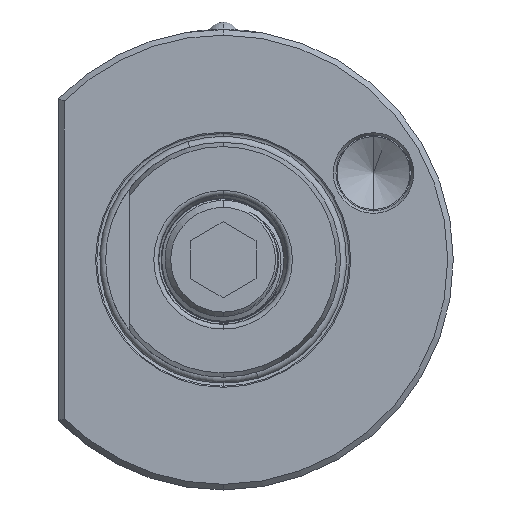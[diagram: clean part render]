
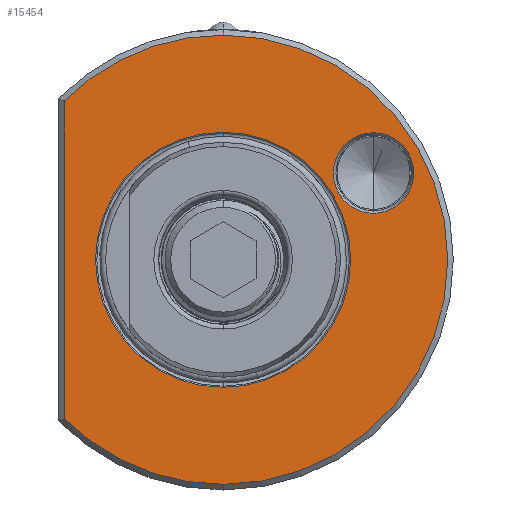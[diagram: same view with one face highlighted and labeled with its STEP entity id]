
A CAD part, left-side view. The second image highlights one B-rep face of the part: STEP entity #15454.
In plain terms, the highlighted planar face has unit normal (-1, 0, 0).
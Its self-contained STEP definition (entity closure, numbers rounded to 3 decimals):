
#350 = EDGE_CURVE ( 'NONE', #59956, #32312, #60490, .T. ) ;
#541 = EDGE_CURVE ( 'NONE', #32770, #32728, #59118, .T. ) ;
#542 = EDGE_CURVE ( 'NONE', #32728, #32784, #59159, .T. ) ;
#627 = EDGE_CURVE ( 'NONE', #32784, #32819, #59218, .T. ) ;
#692 = EDGE_CURVE ( 'NONE', #32770, #32819, #59316, .T. ) ;
#696 = EDGE_CURVE ( 'NONE', #32264, #32230, #59330, .T. ) ;
#698 = EDGE_CURVE ( 'NONE', #32312, #59956, #59343, .T. ) ;
#9479 = CARTESIAN_POINT ( 'NONE',  ( 1.5, -32.01, 27.037 ) ) ;
#9576 = CARTESIAN_POINT ( 'NONE',  ( 1.5, 0., -27.15 ) ) ;
#9589 = CARTESIAN_POINT ( 'NONE',  ( 1.5, -32.01, 9.883 ) ) ;
#10566 = CARTESIAN_POINT ( 'NONE',  ( 1.5, 33.8, 33.799 ) ) ;
#10626 = CARTESIAN_POINT ( 'NONE',  ( 1.5, 0., -47.8 ) ) ;
#10643 = CARTESIAN_POINT ( 'NONE',  ( 1.5, 33.8, -33.799 ) ) ;
#10923 = CARTESIAN_POINT ( 'NONE',  ( 1.5, 0., 27.15 ) ) ;
#12039 = AXIS2_PLACEMENT_3D ( 'NONE', #37427, #37414, #37409 ) ;
#12381 = EDGE_CURVE ( 'NONE', #32230, #32264, #54535, .T. ) ;
#12639 = CARTESIAN_POINT ( 'NONE',  ( 1.5, 0., 47.8 ) ) ;
#14766 = DIRECTION ( 'NONE',  ( 1., 0., 0. ) ) ;
#14779 = DIRECTION ( 'NONE',  ( 0., 0., -1. ) ) ;
#14824 = CARTESIAN_POINT ( 'NONE',  ( 1.5, -32.01, 18.46 ) ) ;
#15454 = ADVANCED_FACE ( 'NONE', ( #55010, #55042, #55065 ), #31480, .F. ) ;
#15943 = DIRECTION ( 'NONE',  ( 0., 0., -1. ) ) ;
#15949 = DIRECTION ( 'NONE',  ( 1., 0., 0. ) ) ;
#15952 = DIRECTION ( 'NONE',  ( 0., 0., -1. ) ) ;
#15968 = CARTESIAN_POINT ( 'NONE',  ( 1.5, 0., 0. ) ) ;
#15973 = DIRECTION ( 'NONE',  ( 1., 0., 0. ) ) ;
#15974 = CARTESIAN_POINT ( 'NONE',  ( 1.5, 0., 0. ) ) ;
#28518 = ORIENTED_EDGE ( 'NONE', *, *, #12381, .T. ) ;
#28529 = ORIENTED_EDGE ( 'NONE', *, *, #696, .T. ) ;
#28530 = ORIENTED_EDGE ( 'NONE', *, *, #542, .F. ) ;
#28565 = ORIENTED_EDGE ( 'NONE', *, *, #627, .F. ) ;
#28568 = ORIENTED_EDGE ( 'NONE', *, *, #541, .F. ) ;
#28885 = ORIENTED_EDGE ( 'NONE', *, *, #698, .T. ) ;
#28900 = ORIENTED_EDGE ( 'NONE', *, *, #350, .T. ) ;
#28944 = ORIENTED_EDGE ( 'NONE', *, *, #692, .T. ) ;
#31423 = CARTESIAN_POINT ( 'NONE',  ( 1.5, 25., 0. ) ) ;
#31446 = DIRECTION ( 'NONE',  ( 1., 0., 0. ) ) ;
#31480 = PLANE ( 'NONE',  #55872 ) ;
#31483 = DIRECTION ( 'NONE',  ( 0., 0., -1. ) ) ;
#31860 = EDGE_LOOP ( 'NONE', ( #28900, #28885 ) ) ;
#31881 = EDGE_LOOP ( 'NONE', ( #28568, #28944, #28565, #28530 ) ) ;
#31896 = EDGE_LOOP ( 'NONE', ( #28518, #28529 ) ) ;
#32230 = VERTEX_POINT ( 'NONE', #9479 ) ;
#32264 = VERTEX_POINT ( 'NONE', #9589 ) ;
#32312 = VERTEX_POINT ( 'NONE', #9576 ) ;
#32728 = VERTEX_POINT ( 'NONE', #12639 ) ;
#32770 = VERTEX_POINT ( 'NONE', #10566 ) ;
#32784 = VERTEX_POINT ( 'NONE', #10626 ) ;
#32819 = VERTEX_POINT ( 'NONE', #10643 ) ;
#37409 = DIRECTION ( 'NONE',  ( 0., 0., -1. ) ) ;
#37414 = DIRECTION ( 'NONE',  ( 1., 0., 0. ) ) ;
#37427 = CARTESIAN_POINT ( 'NONE',  ( 1.5, 0., 0. ) ) ;
#45419 = DIRECTION ( 'NONE',  ( 1., 0., 0. ) ) ;
#45433 = CARTESIAN_POINT ( 'NONE',  ( 1.5, 0., 0. ) ) ;
#45437 = DIRECTION ( 'NONE',  ( 0., 0., -1. ) ) ;
#50982 = CARTESIAN_POINT ( 'NONE',  ( 1.5, 0., 0. ) ) ;
#50983 = DIRECTION ( 'NONE',  ( 0., 0., -1. ) ) ;
#50995 = DIRECTION ( 'NONE',  ( 0., 0., -1. ) ) ;
#50996 = DIRECTION ( 'NONE',  ( 1., 0., 0. ) ) ;
#50998 = CARTESIAN_POINT ( 'NONE',  ( 1.5, 33.8, -32.555 ) ) ;
#51003 = DIRECTION ( 'NONE',  ( 1., 0., 0. ) ) ;
#51007 = CARTESIAN_POINT ( 'NONE',  ( 1.5, -32.01, 18.46 ) ) ;
#51027 = DIRECTION ( 'NONE',  ( 0., 0., -1. ) ) ;
#54535 = CIRCLE ( 'NONE', #55630, 8.577 ) ;
#55010 = FACE_BOUND ( 'NONE', #31860, .T. ) ;
#55042 = FACE_BOUND ( 'NONE', #31896, .T. ) ;
#55065 = FACE_OUTER_BOUND ( 'NONE', #31881, .T. ) ;
#55630 = AXIS2_PLACEMENT_3D ( 'NONE', #14824, #14766, #14779 ) ;
#55872 = AXIS2_PLACEMENT_3D ( 'NONE', #31423, #31446, #31483 ) ;
#55952 = AXIS2_PLACEMENT_3D ( 'NONE', #15968, #15949, #15952 ) ;
#55972 = AXIS2_PLACEMENT_3D ( 'NONE', #15974, #15973, #15943 ) ;
#55977 = AXIS2_PLACEMENT_3D ( 'NONE', #45433, #45419, #45437 ) ;
#55980 = AXIS2_PLACEMENT_3D ( 'NONE', #51007, #51003, #51027 ) ;
#55985 = AXIS2_PLACEMENT_3D ( 'NONE', #50982, #50996, #50983 ) ;
#59118 = CIRCLE ( 'NONE', #55972, 47.8 ) ;
#59159 = CIRCLE ( 'NONE', #55952, 47.8 ) ;
#59218 = CIRCLE ( 'NONE', #55977, 47.8 ) ;
#59316 = LINE ( 'NONE', #50998, #59337 ) ;
#59330 = CIRCLE ( 'NONE', #55980, 8.577 ) ;
#59337 = VECTOR ( 'NONE', #50995, 1000. ) ;
#59343 = CIRCLE ( 'NONE', #55985, 27.15 ) ;
#59956 = VERTEX_POINT ( 'NONE', #10923 ) ;
#60490 = CIRCLE ( 'NONE', #12039, 27.15 ) ;
